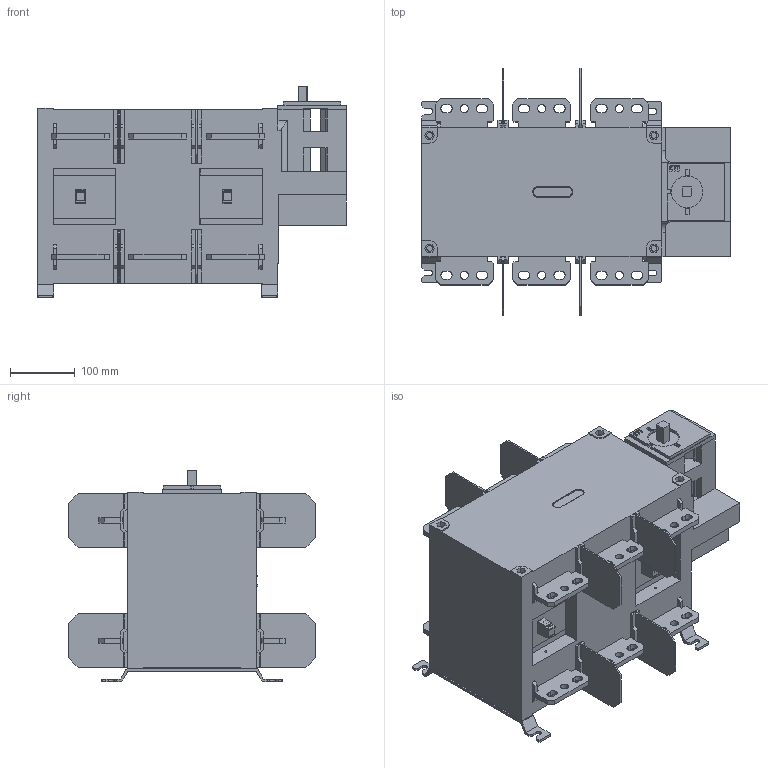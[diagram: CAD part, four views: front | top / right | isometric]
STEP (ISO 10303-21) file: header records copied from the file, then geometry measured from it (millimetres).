
FILE_DESCRIPTION((''),'2;1');
FILE_NAME('LBS-1600-CO_ASM','2021-09-24T',('marketing.praksa'),('Audax d.o.o.'),'CREO PARAMETRIC BY PTC INC, 2017480','CREO PARAMETRIC BY PTC INC, 2017480','');
FILE_SCHEMA(('AUTOMOTIVE_DESIGN { 1 0 10303 214 1 1 1 1 }'));
Length unit declared in the file: millimetre
Products named in the file (10): LBS_1600_3P_CO; AW-THNG; PATE-WHO; MET4PAT; PRT9571; COP_Y; PRT7238; PRT7238_1; BARRIERS_ASM; LBS-1600-CO_ASM
Assembly tree (12 placements, depth 3):
  LBS-1600-CO_ASM
    LBS_1600_3P_CO
    AW-THNG
    PATE-WHO
    MET4PAT
    PRT9571
    COP_Y
    BARRIERS_ASM  x2
      PRT7238
      PRT7238_1
Bounding box: 478 x 382.4 x 327.04 mm (x, y, z)
Volume: 19923007.1 mm3; surface area: 1110040.4 mm2
Topology: 28 solids, 28 shells, 1344 faces, 3859 edges, 2586 vertices
Faces by surface type: plane 1131, cylinder 209, cone 4
Entity records: 60048 total; most frequent: CARTESIAN_POINT 7190, ORIENTED_EDGE 7046, DIRECTION 6547, PRESENTATION_STYLE_ASSIGNMENT 4757, STYLED_ITEM 4757, CURVE_STYLE 3523, EDGE_CURVE 3523, VECTOR 2961
